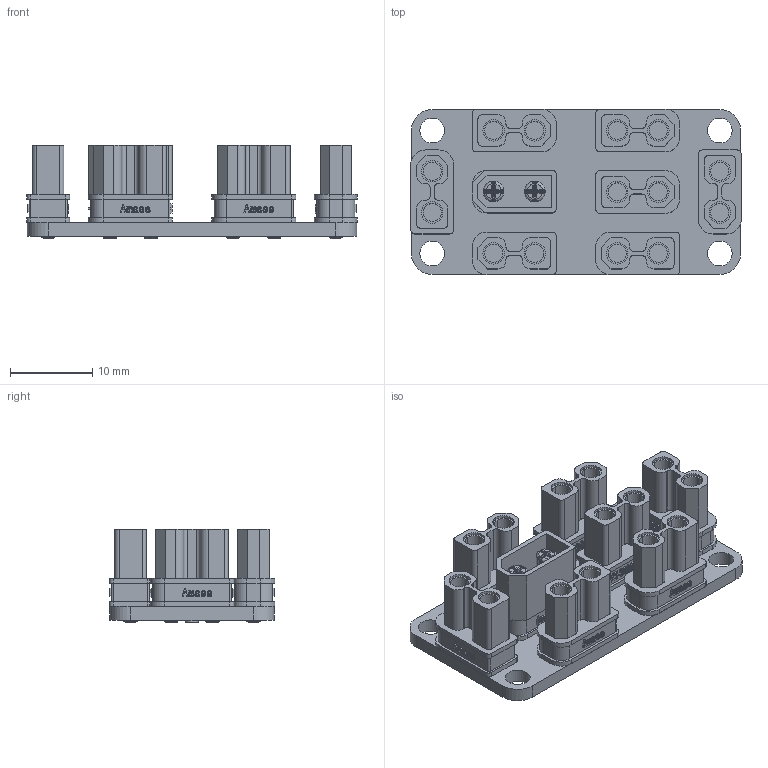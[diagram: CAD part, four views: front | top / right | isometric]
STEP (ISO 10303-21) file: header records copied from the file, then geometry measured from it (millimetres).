
FILE_DESCRIPTION(('Open CASCADE Model'),'2;1');
FILE_NAME('Open CASCADE Shape Model','2022-03-27T16:22:38',('Author'),( 'Open CASCADE'),'Open CASCADE STEP processor 6.8','Open CASCADE 6.8' ,'Unknown');
FILE_SCHEMA(('AUTOMOTIVE_DESIGN { 1 0 10303 214 1 1 1 1 }'));
Length unit declared in the file: millimetre
Products named in the file (13): PCB; Board; Open CASCADE STEP translator 6.8 1.1.1; P8; XT30UPB-F; P7; P6; XT30UPB-M; P5; P4; P3; P2; P1
Assembly tree (18 placements, depth 3):
  PCB
    Board
      Open CASCADE STEP translator 6.8 1.1.1
    P8
      XT30UPB-F
    P7
      XT30UPB-F
    P6
      XT30UPB-M
    P5
      XT30UPB-F
    P4
      XT30UPB-F
    P3
      XT30UPB-F
    P2
      XT30UPB-F
    P1
      XT30UPB-F
Bounding box: 40.12 x 20.12 x 11.4 mm (x, y, z)
Volume: 3382.8 mm3; surface area: 6123 mm2
Topology: 11 solids, 11 shells, 2465 faces, 6538 edges, 4324 vertices
Faces by surface type: plane 1551, bspline 550, cylinder 336, cone 28
Full cylindrical faces by diameter (mm): 1.8 x16, 3 x4
Entity records: 40508 total; most frequent: CARTESIAN_POINT 12892, ORIENTED_EDGE 5024, DIRECTION 4172, EDGE_CURVE 2512, LINE 1976, VECTOR 1976, VERTEX_POINT 1648, AXIS2_PLACEMENT_3D 1098
